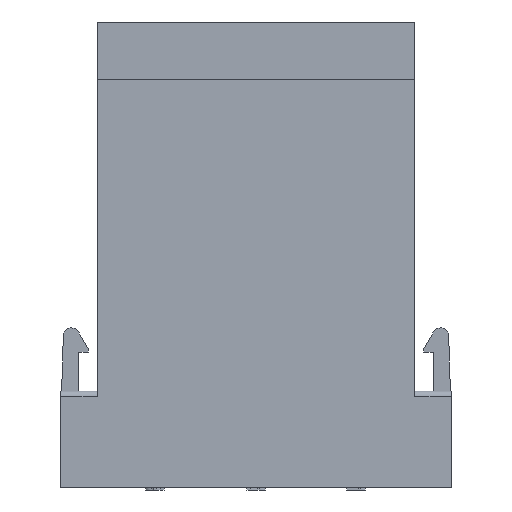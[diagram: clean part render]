
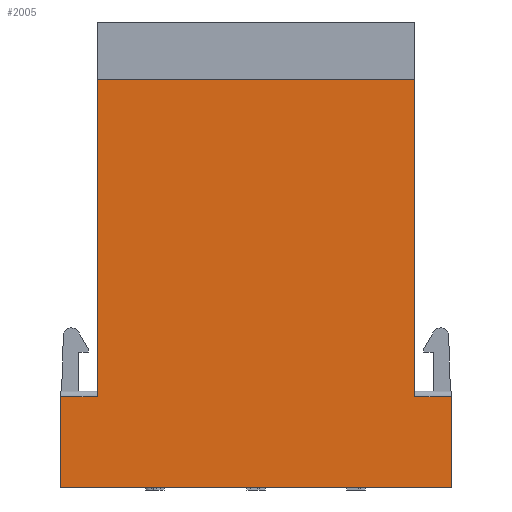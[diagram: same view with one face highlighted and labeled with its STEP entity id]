
A CAD part, front view. The second image highlights one B-rep face of the part: STEP entity #2005.
In plain terms, the highlighted planar face has unit normal (0, -1, 0).
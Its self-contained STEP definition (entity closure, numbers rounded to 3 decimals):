
#895=FACE_OUTER_BOUND('',#2544,.T.);
#1419=LINE('',#6597,#1701);
#1455=LINE('',#6674,#1737);
#1456=LINE('',#6677,#1738);
#1457=LINE('',#6679,#1739);
#1458=LINE('',#6681,#1740);
#1459=LINE('',#6683,#1741);
#1460=LINE('',#6684,#1742);
#1461=LINE('',#6686,#1743);
#1701=VECTOR('',#5749,1.);
#1737=VECTOR('',#5791,1.);
#1738=VECTOR('',#5792,1.);
#1739=VECTOR('',#5793,1.);
#1740=VECTOR('',#5794,1.);
#1741=VECTOR('',#5795,1.);
#1742=VECTOR('',#5796,1.);
#1743=VECTOR('',#5797,1.);
#2005=ADVANCED_FACE('',(#895),#2201,.T.);
#2201=PLANE('',#5425);
#2544=EDGE_LOOP('',(#2924,#2925,#2926,#2927,#2928,#2929,#2930,#2931));
#2924=ORIENTED_EDGE('',*,*,#4801,.F.);
#2925=ORIENTED_EDGE('',*,*,#4802,.F.);
#2926=ORIENTED_EDGE('',*,*,#4803,.T.);
#2927=ORIENTED_EDGE('',*,*,#4804,.F.);
#2928=ORIENTED_EDGE('',*,*,#4805,.T.);
#2929=ORIENTED_EDGE('',*,*,#4763,.T.);
#2930=ORIENTED_EDGE('',*,*,#4806,.F.);
#2931=ORIENTED_EDGE('',*,*,#4807,.T.);
#4206=VERTEX_POINT('',#6598);
#4207=VERTEX_POINT('',#6599);
#4244=VERTEX_POINT('',#6675);
#4245=VERTEX_POINT('',#6676);
#4246=VERTEX_POINT('',#6678);
#4247=VERTEX_POINT('',#6680);
#4248=VERTEX_POINT('',#6682);
#4249=VERTEX_POINT('',#6685);
#4763=EDGE_CURVE('',#4206,#4207,#1419,.T.);
#4801=EDGE_CURVE('',#4244,#4245,#1455,.T.);
#4802=EDGE_CURVE('',#4246,#4244,#1456,.T.);
#4803=EDGE_CURVE('',#4246,#4247,#1457,.T.);
#4804=EDGE_CURVE('',#4248,#4247,#1458,.T.);
#4805=EDGE_CURVE('',#4248,#4206,#1459,.T.);
#4806=EDGE_CURVE('',#4249,#4207,#1460,.T.);
#4807=EDGE_CURVE('',#4249,#4245,#1461,.T.);
#5425=AXIS2_PLACEMENT_3D('',#6687,#5798,#5799);
#5749=DIRECTION('',(1.,0.,0.));
#5791=DIRECTION('',(0.,0.,-1.));
#5792=DIRECTION('',(1.,0.,0.));
#5793=DIRECTION('',(0.,0.,-1.));
#5794=DIRECTION('',(1.,0.,0.));
#5795=DIRECTION('',(0.,0.,-1.));
#5796=DIRECTION('',(0.,0.,-1.));
#5797=DIRECTION('',(-1.,0.,0.));
#5798=DIRECTION('',(0.,-1.,0.));
#5799=DIRECTION('',(1.,0.,0.));
#6597=CARTESIAN_POINT('',(20.843,-44.697,-26.65));
#6598=CARTESIAN_POINT('',(17.643,-44.697,-26.65));
#6599=CARTESIAN_POINT('',(51.643,-44.697,-26.65));
#6674=CARTESIAN_POINT('',(48.443,-44.697,13.85));
#6675=CARTESIAN_POINT('',(48.443,-44.697,8.85));
#6676=CARTESIAN_POINT('',(48.443,-44.697,-18.75));
#6677=CARTESIAN_POINT('',(15.943,-44.697,8.85));
#6678=CARTESIAN_POINT('',(20.843,-44.697,8.85));
#6679=CARTESIAN_POINT('',(20.843,-44.697,13.85));
#6680=CARTESIAN_POINT('',(20.843,-44.697,-18.75));
#6681=CARTESIAN_POINT('',(17.643,-44.697,-18.75));
#6682=CARTESIAN_POINT('',(17.643,-44.697,-18.75));
#6683=CARTESIAN_POINT('',(17.643,-44.697,-18.75));
#6684=CARTESIAN_POINT('',(51.643,-44.697,-18.75));
#6685=CARTESIAN_POINT('',(51.643,-44.697,-18.75));
#6686=CARTESIAN_POINT('',(51.643,-44.697,-18.75));
#6687=CARTESIAN_POINT('',(20.843,-44.697,-26.65));
